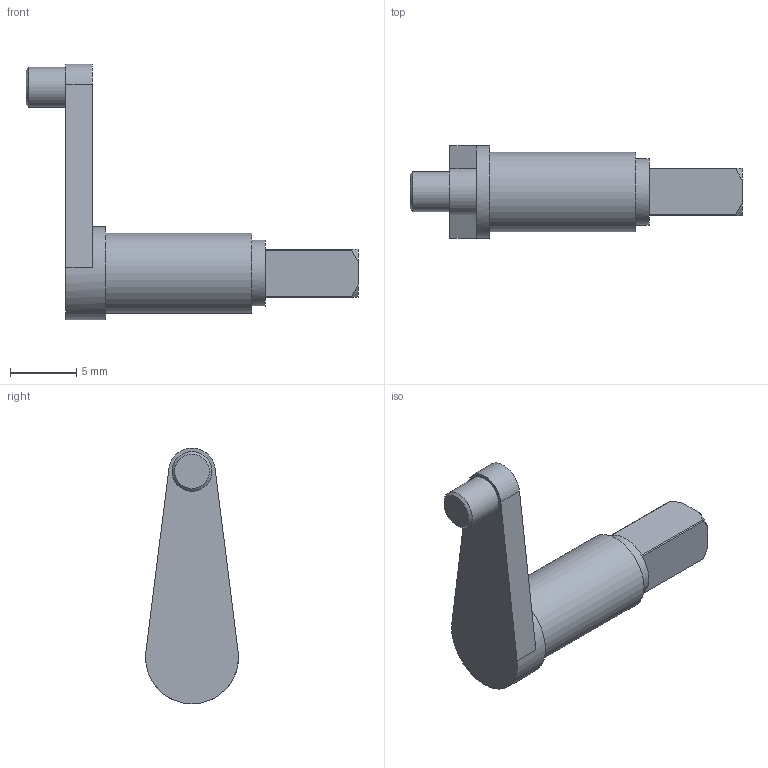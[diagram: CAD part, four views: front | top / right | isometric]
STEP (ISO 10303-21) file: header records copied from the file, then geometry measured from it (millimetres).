
FILE_DESCRIPTION((''),'2;1');
FILE_NAME('Crank.stp','2016-03-14T14:16:30',('Administrator'),(''),'Autodesk Inventor 2008','Autodesk Inventor 2008','');
FILE_SCHEMA(('AUTOMOTIVE_DESIGN { 1 0 10303 214 1 1 1 1 }'));
Length unit declared in the file: millimetre
Products named in the file (1): Crank
Bounding box: 25 x 7 x 19.24 mm (x, y, z)
Volume: 676.9 mm3; surface area: 656.3 mm2
Topology: 1 solids, 1 shells, 26 faces, 62 edges, 41 vertices
Faces by surface type: plane 16, cone 5, cylinder 5
Full cylindrical faces by diameter (mm): 3 x1, 5 x1, 6 x1, 7 x1
Entity records: 736 total; most frequent: CARTESIAN_POINT 137, DIRECTION 124, ORIENTED_EDGE 110, EDGE_CURVE 55, AXIS2_PLACEMENT_3D 50, VERTEX_POINT 39, EDGE_LOOP 34, FACE_OUTER_BOUND 26
